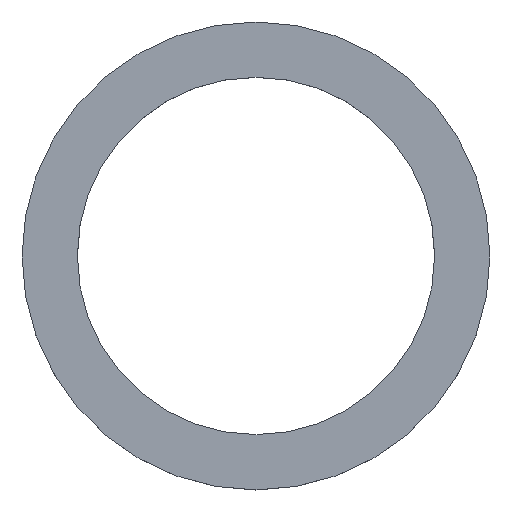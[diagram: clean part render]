
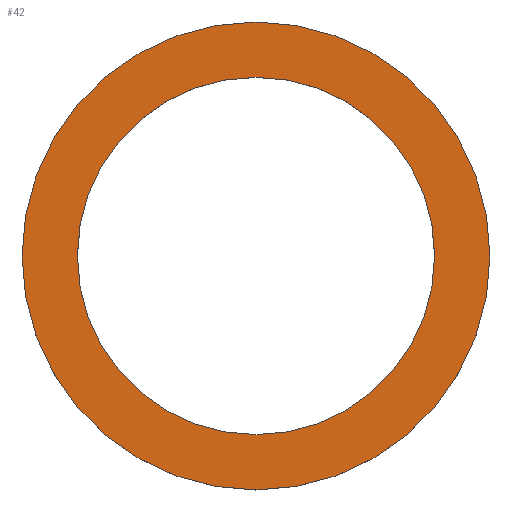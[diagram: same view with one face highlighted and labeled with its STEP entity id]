
A CAD part, top view. The second image highlights one B-rep face of the part: STEP entity #42.
In plain terms, the highlighted planar face has unit normal (0, 0, 1).
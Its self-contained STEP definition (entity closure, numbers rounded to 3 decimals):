
#15 = CARTESIAN_POINT ( 'NONE',  ( 0., 0., 0. ) ) ;
#17 = CARTESIAN_POINT ( 'NONE',  ( -24.1, 0., 0. ) ) ;
#20 = EDGE_CURVE ( 'NONE', #136, #158, #151, .T. ) ;
#22 = FACE_OUTER_BOUND ( 'NONE', #141, .T. ) ;
#32 = DIRECTION ( 'NONE',  ( 1., 0., 0. ) ) ;
#35 = DIRECTION ( 'NONE',  ( 1., 0., 0. ) ) ;
#40 = VERTEX_POINT ( 'NONE', #139 ) ;
#42 = ADVANCED_FACE ( 'NONE', ( #172, #22 ), #123, .T. ) ;
#52 = EDGE_CURVE ( 'NONE', #158, #136, #191, .T. ) ;
#63 = ORIENTED_EDGE ( 'NONE', *, *, #52, .T. ) ;
#67 = VERTEX_POINT ( 'NONE', #84 ) ;
#68 = DIRECTION ( 'NONE',  ( 0., 0., 1. ) ) ;
#75 = CIRCLE ( 'NONE', #190, 18.4 ) ;
#76 = CARTESIAN_POINT ( 'NONE',  ( 0., 0., 0. ) ) ;
#78 = ORIENTED_EDGE ( 'NONE', *, *, #93, .F. ) ;
#81 = EDGE_CURVE ( 'NONE', #40, #67, #155, .T. ) ;
#84 = CARTESIAN_POINT ( 'NONE',  ( -18.4, 0., 0. ) ) ;
#92 = CARTESIAN_POINT ( 'NONE',  ( 0., 0., 0. ) ) ;
#93 = EDGE_CURVE ( 'NONE', #67, #40, #75, .T. ) ;
#104 = DIRECTION ( 'NONE',  ( 0., 0., 1. ) ) ;
#111 = DIRECTION ( 'NONE',  ( 1., 0., 0. ) ) ;
#119 = AXIS2_PLACEMENT_3D ( 'NONE', #194, #104, #154 ) ;
#123 = PLANE ( 'NONE',  #119 ) ;
#124 = DIRECTION ( 'NONE',  ( 0., 0., 1. ) ) ;
#128 = AXIS2_PLACEMENT_3D ( 'NONE', #76, #177, #32 ) ;
#136 = VERTEX_POINT ( 'NONE', #144 ) ;
#139 = CARTESIAN_POINT ( 'NONE',  ( 18.4, 0., 0. ) ) ;
#141 = EDGE_LOOP ( 'NONE', ( #187, #63 ) ) ;
#144 = CARTESIAN_POINT ( 'NONE',  ( 24.1, 0., 0. ) ) ;
#151 = CIRCLE ( 'NONE', #186, 24.1 ) ;
#154 = DIRECTION ( 'NONE',  ( 1., 0., 0. ) ) ;
#155 = CIRCLE ( 'NONE', #182, 18.4 ) ;
#158 = VERTEX_POINT ( 'NONE', #17 ) ;
#162 = CARTESIAN_POINT ( 'NONE',  ( 0., 0., 0. ) ) ;
#172 = FACE_BOUND ( 'NONE', #179, .T. ) ;
#176 = ORIENTED_EDGE ( 'NONE', *, *, #81, .F. ) ;
#177 = DIRECTION ( 'NONE',  ( 0., 0., 1. ) ) ;
#178 = DIRECTION ( 'NONE',  ( 1., 0., 0. ) ) ;
#179 = EDGE_LOOP ( 'NONE', ( #176, #78 ) ) ;
#182 = AXIS2_PLACEMENT_3D ( 'NONE', #162, #68, #178 ) ;
#186 = AXIS2_PLACEMENT_3D ( 'NONE', #92, #210, #111 ) ;
#187 = ORIENTED_EDGE ( 'NONE', *, *, #20, .T. ) ;
#190 = AXIS2_PLACEMENT_3D ( 'NONE', #15, #124, #35 ) ;
#191 = CIRCLE ( 'NONE', #128, 24.1 ) ;
#194 = CARTESIAN_POINT ( 'NONE',  ( 0., 0., 0. ) ) ;
#210 = DIRECTION ( 'NONE',  ( 0., 0., 1. ) ) ;
